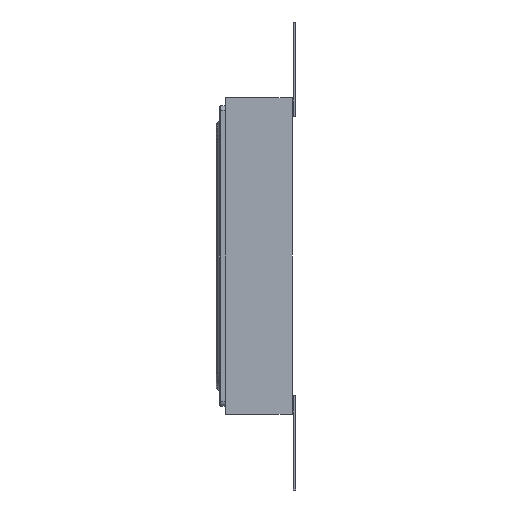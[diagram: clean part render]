
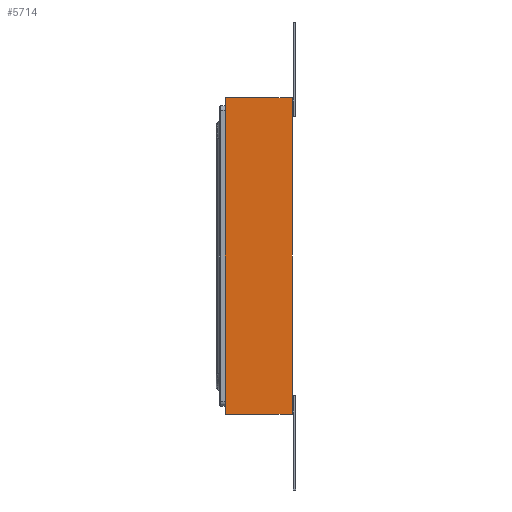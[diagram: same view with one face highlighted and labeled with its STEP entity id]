
A CAD part, left-side view. The second image highlights one B-rep face of the part: STEP entity #5714.
In plain terms, the highlighted planar face has unit normal (-1, 0, 0).
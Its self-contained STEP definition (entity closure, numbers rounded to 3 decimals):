
#1136 = LINE ( 'NONE', #11511, #10071 ) ;
#1447 = DIRECTION ( 'NONE',  ( 0., -1., 0. ) ) ;
#1916 = EDGE_LOOP ( 'NONE', ( #17309, #20806, #20429, #12303 ) ) ;
#2222 = LINE ( 'NONE', #15339, #19637 ) ;
#3013 = PLANE ( 'NONE',  #19587 ) ;
#3759 = VERTEX_POINT ( 'NONE', #5183 ) ;
#3767 = EDGE_CURVE ( 'NONE', #20928, #3759, #2222, .T. ) ;
#4127 = FACE_OUTER_BOUND ( 'NONE', #1916, .T. ) ;
#4379 = LINE ( 'NONE', #8538, #13402 ) ;
#5183 = CARTESIAN_POINT ( 'NONE',  ( 0., 0., 0. ) ) ;
#5714 = ADVANCED_FACE ( 'NONE', ( #4127 ), #3013, .F. ) ;
#5942 = EDGE_CURVE ( 'NONE', #6612, #20928, #4379, .T. ) ;
#6612 = VERTEX_POINT ( 'NONE', #21402 ) ;
#6698 = CARTESIAN_POINT ( 'NONE',  ( 0., 0., -26. ) ) ;
#7255 = CARTESIAN_POINT ( 'NONE',  ( 0., 5.5, 0. ) ) ;
#8538 = CARTESIAN_POINT ( 'NONE',  ( 0., 5.5, -26. ) ) ;
#8590 = EDGE_CURVE ( 'NONE', #16678, #3759, #1136, .T. ) ;
#10071 = VECTOR ( 'NONE', #1447, 1000. ) ;
#11044 = VECTOR ( 'NONE', #20756, 1000. ) ;
#11500 = DIRECTION ( 'NONE',  ( 0., 0., -1. ) ) ;
#11511 = CARTESIAN_POINT ( 'NONE',  ( 0., 5.5, 0. ) ) ;
#11574 = LINE ( 'NONE', #7255, #11044 ) ;
#12303 = ORIENTED_EDGE ( 'NONE', *, *, #5942, .T. ) ;
#13402 = VECTOR ( 'NONE', #18658, 1000. ) ;
#15339 = CARTESIAN_POINT ( 'NONE',  ( 0., 0., 0. ) ) ;
#16678 = VERTEX_POINT ( 'NONE', #17171 ) ;
#17171 = CARTESIAN_POINT ( 'NONE',  ( 0., 5.5, 0. ) ) ;
#17309 = ORIENTED_EDGE ( 'NONE', *, *, #3767, .T. ) ;
#18221 = CARTESIAN_POINT ( 'NONE',  ( 0., 5.5, 0. ) ) ;
#18658 = DIRECTION ( 'NONE',  ( 0., -1., 0. ) ) ;
#19587 = AXIS2_PLACEMENT_3D ( 'NONE', #18221, #21599, #11500 ) ;
#19637 = VECTOR ( 'NONE', #20395, 1000. ) ;
#20064 = EDGE_CURVE ( 'NONE', #6612, #16678, #11574, .T. ) ;
#20395 = DIRECTION ( 'NONE',  ( 0., 0., 1. ) ) ;
#20429 = ORIENTED_EDGE ( 'NONE', *, *, #20064, .F. ) ;
#20756 = DIRECTION ( 'NONE',  ( 0., 0., 1. ) ) ;
#20806 = ORIENTED_EDGE ( 'NONE', *, *, #8590, .F. ) ;
#20928 = VERTEX_POINT ( 'NONE', #6698 ) ;
#21402 = CARTESIAN_POINT ( 'NONE',  ( 0., 5.5, -26. ) ) ;
#21599 = DIRECTION ( 'NONE',  ( 1., 0., 0. ) ) ;
